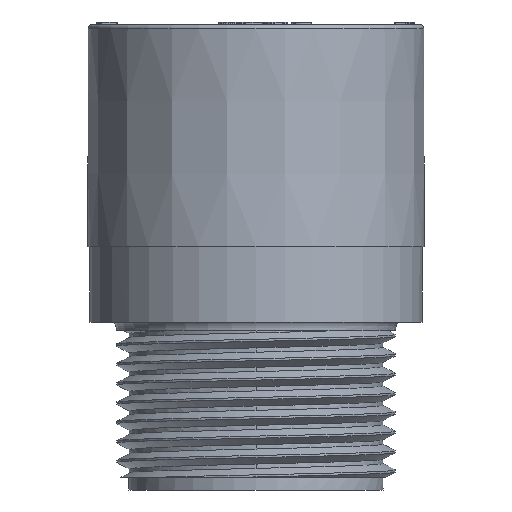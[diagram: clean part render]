
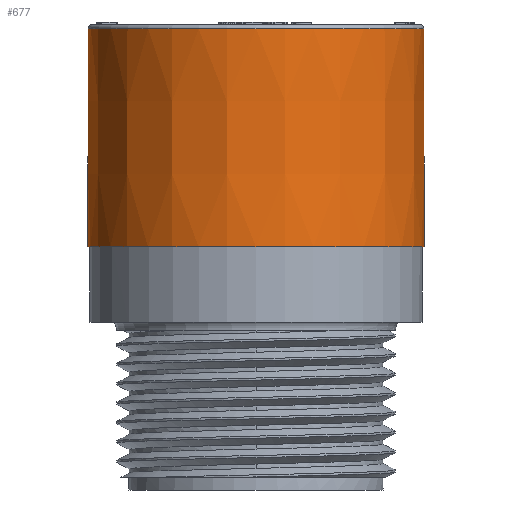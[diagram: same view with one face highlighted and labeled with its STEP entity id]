
A CAD part, left-side view. The second image highlights one B-rep face of the part: STEP entity #677.
In plain terms, the highlighted conical face has half-angle 0.116 degrees and reference radius 20 mm.
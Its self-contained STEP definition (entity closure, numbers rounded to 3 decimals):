
#101=CONICAL_SURFACE('',#10725,20.,0.116);
#677=ADVANCED_FACE('',(#2962,#2963),#101,.T.);
#2910=CIRCLE('',#10723,20.001);
#2911=CIRCLE('',#10724,20.054);
#2962=FACE_BOUND('',#3038,.T.);
#2963=FACE_BOUND('',#3039,.T.);
#3038=EDGE_LOOP('',(#4060));
#3039=EDGE_LOOP('',(#4061));
#4060=ORIENTED_EDGE('',*,*,#8396,.T.);
#4061=ORIENTED_EDGE('',*,*,#8397,.T.);
#7308=VERTEX_POINT('',#15664);
#7309=VERTEX_POINT('',#15666);
#8396=EDGE_CURVE('',#7308,#7308,#2910,.T.);
#8397=EDGE_CURVE('',#7309,#7309,#2911,.T.);
#10723=AXIS2_PLACEMENT_3D('',#15663,#11311,#11312);
#10724=AXIS2_PLACEMENT_3D('',#15665,#11313,#11314);
#10725=AXIS2_PLACEMENT_3D('',#15667,#11315,#11316);
#11311=DIRECTION('',(0.,0.,-1.));
#11312=DIRECTION('',(0.,1.,0.));
#11313=DIRECTION('',(0.,0.,1.));
#11314=DIRECTION('',(0.,-1.,0.));
#11315=DIRECTION('',(0.,0.,-1.));
#11316=DIRECTION('',(0.,-1.,0.));
#15663=CARTESIAN_POINT('',(189.,397.5,45.005));
#15664=CARTESIAN_POINT('',(189.,417.501,45.005));
#15665=CARTESIAN_POINT('',(189.,397.5,19.004));
#15666=CARTESIAN_POINT('',(189.,377.446,19.004));
#15667=CARTESIAN_POINT('',(189.,397.5,45.504));
